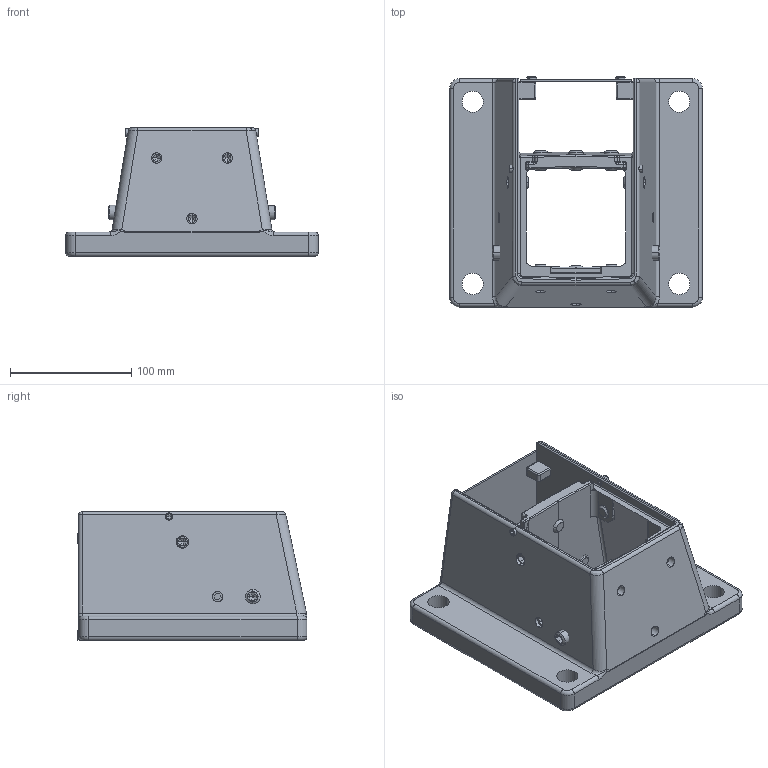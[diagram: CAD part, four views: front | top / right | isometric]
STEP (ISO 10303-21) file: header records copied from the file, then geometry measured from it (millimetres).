
FILE_DESCRIPTION (( 'STEP AP214' ), '1' );
FILE_NAME ('49907401.STEP', '2012-05-08T13:02:48', ( ' ' ), ( '' ), 'SwSTEP 2.0', 'SolidWorks 2011', '' );
FILE_SCHEMA (( 'AUTOMOTIVE_DESIGN' ));
Length unit declared in the file: millimetre
Products named in the file (7): 93099; 93004; 93115; 93113; 95208; 94911; 49907401
Assembly tree (20 placements, depth 2):
  49907401
    93115  x4
    93004  x2
    93099  x2
    94911
    93113  x10
    95208
Bounding box: 208 x 189.3 x 106 mm (x, y, z)
Volume: 968873.7 mm3; surface area: 206700.6 mm2
Topology: 20 solids, 20 shells, 837 faces, 1930 edges, 1125 vertices
Faces by surface type: plane 318, cylinder 303, cone 80, bspline 62, torus 62, sphere 12
Entity records: 18896 total; most frequent: CARTESIAN_POINT 5527, ORIENTED_EDGE 2716, DIRECTION 2657, EDGE_CURVE 1358, AXIS2_PLACEMENT_3D 1015, VERTEX_POINT 809, VECTOR 627, LINE 627
